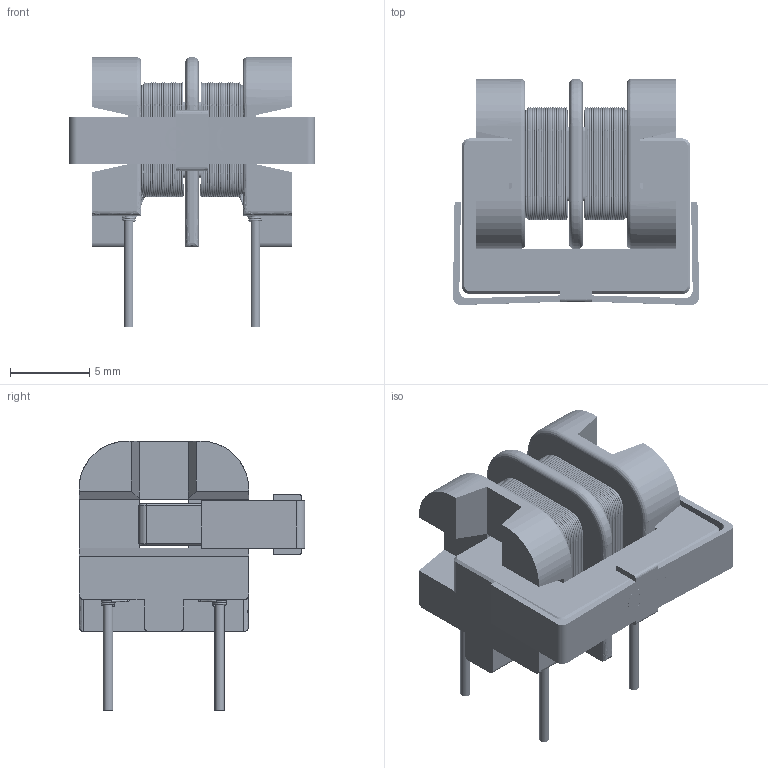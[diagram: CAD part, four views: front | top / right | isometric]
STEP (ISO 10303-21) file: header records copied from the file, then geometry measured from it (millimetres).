
FILE_DESCRIPTION( ('This file contains a STEP AP42 implementation' ,'as created by ZW3D STEP Interface translator.') ,'2;1' );
FILE_NAME( 'UF09H2-L.stp' ,'14 925.134519', (''), ('ZWCAD Software Co.'), 'Version 1.0', 'ZW3D to STEP translator', '' );
FILE_SCHEMA( ('CONFIG_CONTROL_DESIGN') );
Length unit declared in the file: millimetre
Products named in the file (1): 0
Bounding box: 15.53 x 14.25 x 17 mm (x, y, z)
Volume: 905.1 mm3; surface area: 2649.1 mm2
Topology: 15 solids, 365 shells, 935 faces, 2565 edges, 1665 vertices
Faces by surface type: bspline 935
Entity records: 238901 total; most frequent: CARTESIAN_POINT 225102, ORIENTED_EDGE 4434, EDGE_CURVE 2565, VERTEX_POINT 1665, B_SPLINE_CURVE_WITH_KNOTS 1291, EDGE_LOOP 947, FACE_OUTER_BOUND 935, ADVANCED_FACE 935
